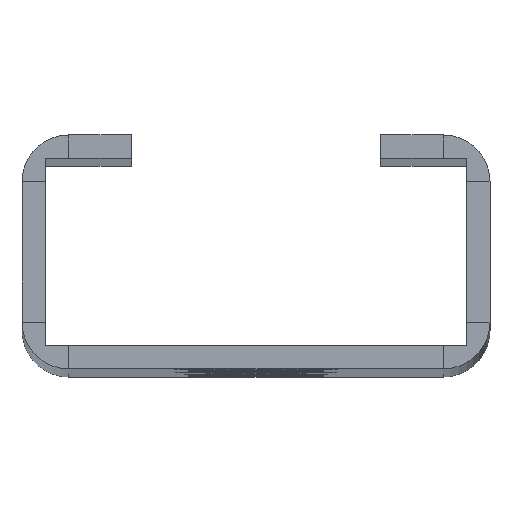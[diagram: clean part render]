
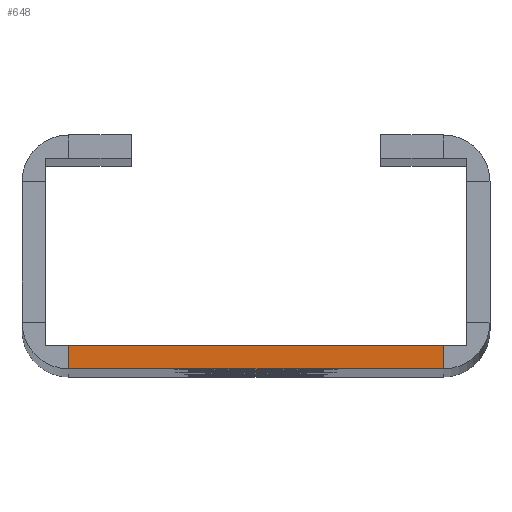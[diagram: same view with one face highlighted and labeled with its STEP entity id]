
A CAD part, top view. The second image highlights one B-rep face of the part: STEP entity #648.
In plain terms, the highlighted planar face has unit normal (0, 0, 1).
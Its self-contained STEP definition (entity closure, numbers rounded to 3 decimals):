
#167 = VERTEX_POINT ( 'NONE', #1815 ) ;
#196 = CARTESIAN_POINT ( 'NONE',  ( -15., 1.5, 300. ) ) ;
#214 = AXIS2_PLACEMENT_3D ( 'NONE', #834, #2388, #2364 ) ;
#270 = VERTEX_POINT ( 'NONE', #1471 ) ;
#508 = DIRECTION ( 'NONE',  ( 0., -1., 0. ) ) ;
#526 = VERTEX_POINT ( 'NONE', #2775 ) ;
#558 = CARTESIAN_POINT ( 'NONE',  ( -12., 1.5, 300. ) ) ;
#585 = ORIENTED_EDGE ( 'NONE', *, *, #1504, .T. ) ;
#648 = ADVANCED_FACE ( 'NONE', ( #2400 ), #2599, .T. ) ;
#805 = DIRECTION ( 'NONE',  ( 1., 0., 0. ) ) ;
#834 = CARTESIAN_POINT ( 'NONE',  ( 13.5, 3., 300. ) ) ;
#1167 = ORIENTED_EDGE ( 'NONE', *, *, #2831, .T. ) ;
#1356 = EDGE_CURVE ( 'NONE', #167, #526, #2817, .T. ) ;
#1437 = LINE ( 'NONE', #558, #2782 ) ;
#1471 = CARTESIAN_POINT ( 'NONE',  ( 12., 0., 300. ) ) ;
#1504 = EDGE_CURVE ( 'NONE', #270, #526, #1558, .T. ) ;
#1558 = LINE ( 'NONE', #1966, #2085 ) ;
#1665 = LINE ( 'NONE', #2278, #2743 ) ;
#1815 = CARTESIAN_POINT ( 'NONE',  ( -12., 1.5, 300. ) ) ;
#1818 = ORIENTED_EDGE ( 'NONE', *, *, #1356, .F. ) ;
#1966 = CARTESIAN_POINT ( 'NONE',  ( 12., 0., 300. ) ) ;
#2000 = VERTEX_POINT ( 'NONE', #2387 ) ;
#2028 = EDGE_LOOP ( 'NONE', ( #2227, #585, #1818, #1167 ) ) ;
#2085 = VECTOR ( 'NONE', #2413, 1000. ) ;
#2156 = EDGE_CURVE ( 'NONE', #2000, #270, #1665, .T. ) ;
#2227 = ORIENTED_EDGE ( 'NONE', *, *, #2156, .T. ) ;
#2278 = CARTESIAN_POINT ( 'NONE',  ( -15., 0., 300. ) ) ;
#2364 = DIRECTION ( 'NONE',  ( 1., 0., 0. ) ) ;
#2387 = CARTESIAN_POINT ( 'NONE',  ( -12., 0., 300. ) ) ;
#2388 = DIRECTION ( 'NONE',  ( 0., 0., 1. ) ) ;
#2400 = FACE_OUTER_BOUND ( 'NONE', #2028, .T. ) ;
#2413 = DIRECTION ( 'NONE',  ( 0., 1., 0. ) ) ;
#2437 = VECTOR ( 'NONE', #805, 1000. ) ;
#2528 = DIRECTION ( 'NONE',  ( 1., 0., 0. ) ) ;
#2599 = PLANE ( 'NONE',  #214 ) ;
#2743 = VECTOR ( 'NONE', #2528, 1000. ) ;
#2775 = CARTESIAN_POINT ( 'NONE',  ( 12., 1.5, 300. ) ) ;
#2782 = VECTOR ( 'NONE', #508, 1000. ) ;
#2817 = LINE ( 'NONE', #196, #2437 ) ;
#2831 = EDGE_CURVE ( 'NONE', #167, #2000, #1437, .T. ) ;
